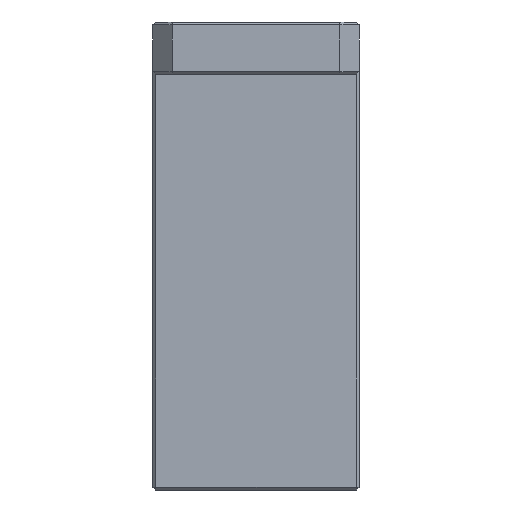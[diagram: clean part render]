
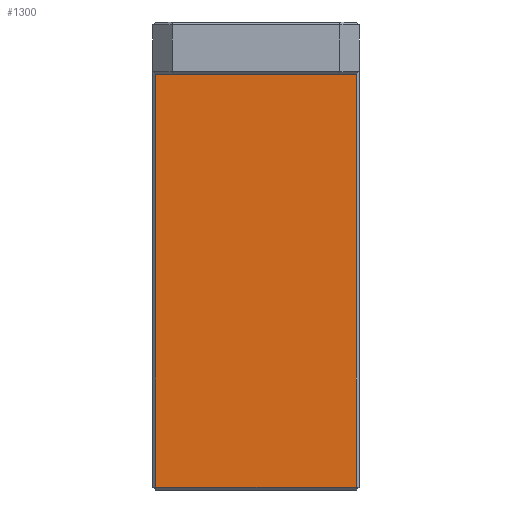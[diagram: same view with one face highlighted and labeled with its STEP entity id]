
A CAD part, front view. The second image highlights one B-rep face of the part: STEP entity #1300.
In plain terms, the highlighted planar face has unit normal (0, -1, 0).
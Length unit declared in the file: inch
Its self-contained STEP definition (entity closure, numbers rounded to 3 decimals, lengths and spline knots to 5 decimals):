
#36 = ORIENTED_EDGE ( 'NONE', *, *, #7748, .T. ) ;
#90 = AXIS2_PLACEMENT_3D ( 'NONE', #13150, #5640, #15487 ) ;
#335 = ORIENTED_EDGE ( 'NONE', *, *, #11300, .T. ) ;
#437 = DIRECTION ( 'NONE',  ( 1., 0., 0. ) ) ;
#1065 = LINE ( 'NONE', #2407, #3439 ) ;
#1300 = ADVANCED_FACE ( 'NONE', ( #14242 ), #1474, .F. ) ;
#1470 = VERTEX_POINT ( 'NONE', #3793 ) ;
#1474 = PLANE ( 'NONE',  #90 ) ;
#1611 = VECTOR ( 'NONE', #9781, 39.37008 ) ;
#2407 = CARTESIAN_POINT ( 'NONE',  ( 0.22059, 0.82956, 1.74198 ) ) ;
#3439 = VECTOR ( 'NONE', #16425, 39.37008 ) ;
#3793 = CARTESIAN_POINT ( 'NONE',  ( 0.96059, 0.82956, 1.74198 ) ) ;
#4592 = DIRECTION ( 'NONE',  ( 0., 0., 1. ) ) ;
#5340 = VERTEX_POINT ( 'NONE', #9589 ) ;
#5640 = DIRECTION ( 'NONE',  ( 0., 1., 0. ) ) ;
#5935 = LINE ( 'NONE', #15037, #8698 ) ;
#7564 = ORIENTED_EDGE ( 'NONE', *, *, #16238, .F. ) ;
#7672 = EDGE_LOOP ( 'NONE', ( #7564, #36, #8122, #335 ) ) ;
#7748 = EDGE_CURVE ( 'NONE', #11748, #10280, #10709, .T. ) ;
#8122 = ORIENTED_EDGE ( 'NONE', *, *, #10083, .T. ) ;
#8698 = VECTOR ( 'NONE', #4592, 39.37008 ) ;
#9583 = CARTESIAN_POINT ( 'NONE',  ( 0.23059, 0.82956, 1.74198 ) ) ;
#9589 = CARTESIAN_POINT ( 'NONE',  ( 0.96059, 0.82956, 0.24198 ) ) ;
#9781 = DIRECTION ( 'NONE',  ( 0., 0., -1. ) ) ;
#10083 = EDGE_CURVE ( 'NONE', #10280, #5340, #13034, .T. ) ;
#10185 = CARTESIAN_POINT ( 'NONE',  ( 0.23059, 0.82956, 0.24198 ) ) ;
#10280 = VERTEX_POINT ( 'NONE', #10185 ) ;
#10709 = LINE ( 'NONE', #10956, #1611 ) ;
#10956 = CARTESIAN_POINT ( 'NONE',  ( 0.23059, 0.82956, 0.23198 ) ) ;
#11300 = EDGE_CURVE ( 'NONE', #5340, #1470, #5935, .T. ) ;
#11748 = VERTEX_POINT ( 'NONE', #9583 ) ;
#12382 = VECTOR ( 'NONE', #437, 39.37008 ) ;
#13034 = LINE ( 'NONE', #14290, #12382 ) ;
#13150 = CARTESIAN_POINT ( 'NONE',  ( 0.22059, 0.82956, 0.23198 ) ) ;
#14242 = FACE_OUTER_BOUND ( 'NONE', #7672, .T. ) ;
#14290 = CARTESIAN_POINT ( 'NONE',  ( 0.97059, 0.82956, 0.24198 ) ) ;
#15037 = CARTESIAN_POINT ( 'NONE',  ( 0.96059, 0.82956, 1.75198 ) ) ;
#15487 = DIRECTION ( 'NONE',  ( -1., 0., 0. ) ) ;
#16238 = EDGE_CURVE ( 'NONE', #11748, #1470, #1065, .T. ) ;
#16425 = DIRECTION ( 'NONE',  ( 1., 0., 0. ) ) ;
